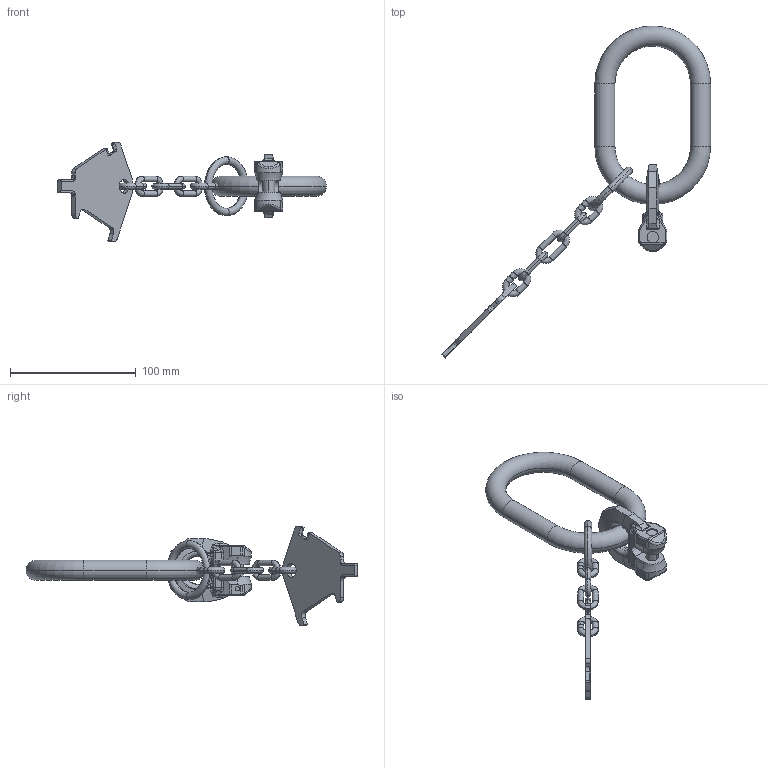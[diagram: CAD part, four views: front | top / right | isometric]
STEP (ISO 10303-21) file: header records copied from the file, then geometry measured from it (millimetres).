
FILE_DESCRIPTION((''),'2;1');
FILE_NAME('001-M34474-P-2_ASM','2014-10-13T',('Andreas.Wendler'),(''),'PRO/ENGINEER BY PARAMETRIC TECHNOLOGY CORPORATION, 2010140','PRO/ENGINEER BY PARAMETRIC TECHNOLOGY CORPORATION, 2010140','');
FILE_SCHEMA(('CONFIG_CONTROL_DESIGN'));
Length unit declared in the file: millimetre
Products named in the file (9): 001-M34474-P-2; 001-M31128-V01; 001-M31557-P-1; 001-M31129-P-1; 001-M33743-001; 001-M31130-003_ASM; 001-M31557-P-1_ASM; 001-M31490-P-3; 001-M34474-P-2_ASM
Assembly tree (11 placements, depth 4):
  001-M34474-P-2_ASM
    001-M34474-P-2
    001-M31128-V01
    001-M31557-P-1_ASM
      001-M31557-P-1
      001-M31129-P-1  x2
      001-M31130-003_ASM
        001-M33743-001  x3
    001-M31490-P-3
Bounding box: 213.94 x 263.94 x 79.4 mm (x, y, z)
Volume: 117553.1 mm3; surface area: 39996.7 mm2
Topology: 9 solids, 9 shells, 562 faces, 1454 edges, 912 vertices
Faces by surface type: plane 299, cylinder 132, bspline 72, torus 42, cone 17
Entity records: 20021 total; most frequent: CARTESIAN_POINT 7949, ORIENTED_EDGE 2800, DIRECTION 2027, EDGE_CURVE 1400, VERTEX_POINT 884, AXIS2_PLACEMENT_3D 753, B_SPLINE_CURVE_WITH_KNOTS 615, EDGE_LOOP 552
